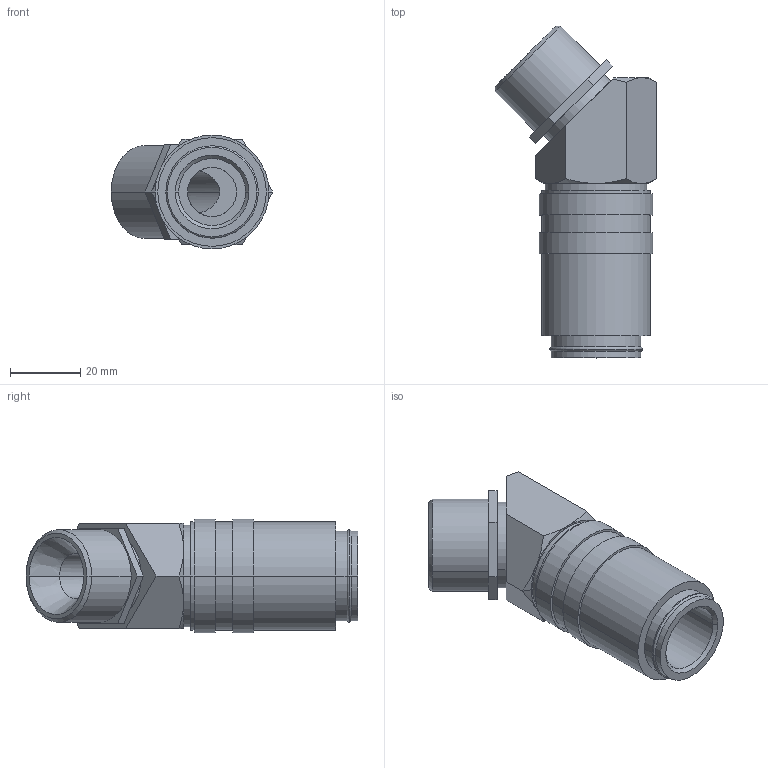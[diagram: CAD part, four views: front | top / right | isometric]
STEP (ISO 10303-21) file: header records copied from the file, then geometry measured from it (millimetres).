
FILE_DESCRIPTION(('STEP AP214'),'1');
FILE_NAME('eshg_34_a-45ab.stp','2020-04-22T06:06:23',('TraceParts'),('TraceParts S.A.'),'Spatial InterOp 3D',' ',' ');
FILE_SCHEMA(('automotive_design'));
Length unit declared in the file: millimetre
Products named in the file (1): 1
Bounding box: 46.1 x 94.77 x 32.5 mm (x, y, z)
Volume: 48641 mm3; surface area: 15693.1 mm2
Topology: 1 solids, 1 shells, 75 faces, 162 edges, 100 vertices
Faces by surface type: plane 27, cylinder 26, cone 18, torus 4
Entity records: 2802 total; most frequent: CARTESIAN_POINT 544, DIRECTION 368, ORIENTED_EDGE 324, EDGE_CURVE 162, AXIS2_PLACEMENT_3D 152, VERTEX_POINT 100, EDGE_LOOP 88, STYLED_ITEM 75
